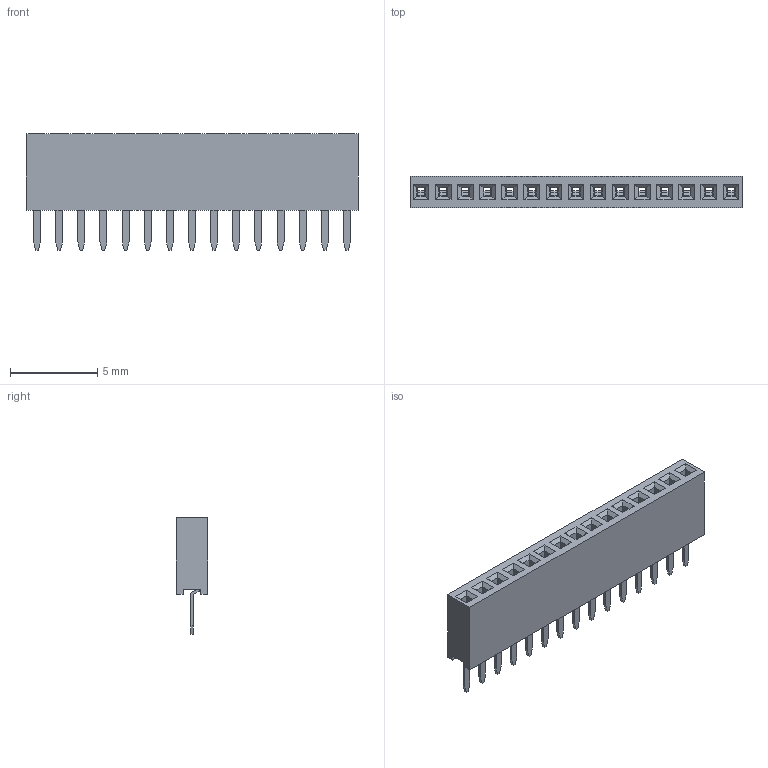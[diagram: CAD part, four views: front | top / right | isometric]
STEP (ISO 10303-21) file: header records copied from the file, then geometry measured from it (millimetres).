
FILE_DESCRIPTION(('STEP AP214'), '1');
FILE_NAME('PBS1.27', '', ('UNSPECIFIED'), ('UNSPECIFIED'), 'ASCON STEP Converter 1.6', 'ASCON Math Kernel', '');
FILE_SCHEMA(('AUTOMOTIVE_DESIGN { 1 0 10303 214 3 1 1}'));
Length unit declared in the file: millimetre
Bounding box: 19.05 x 1.8 x 6.7 mm (x, y, z)
Volume: 108.1 mm3; surface area: 763.1 mm2
Topology: 16 solids, 16 shells, 940 faces, 2484 edges, 1576 vertices
Faces by surface type: plane 805, cylinder 135
Entity records: 36108 total; most frequent: CARTESIAN_POINT 5001, ORIENTED_EDGE 4968, DIRECTION 4636, EDGE_CURVE 2484, LINE 2214, VECTOR 2214, VERTEX_POINT 1576, AXIS2_PLACEMENT_3D 1211
